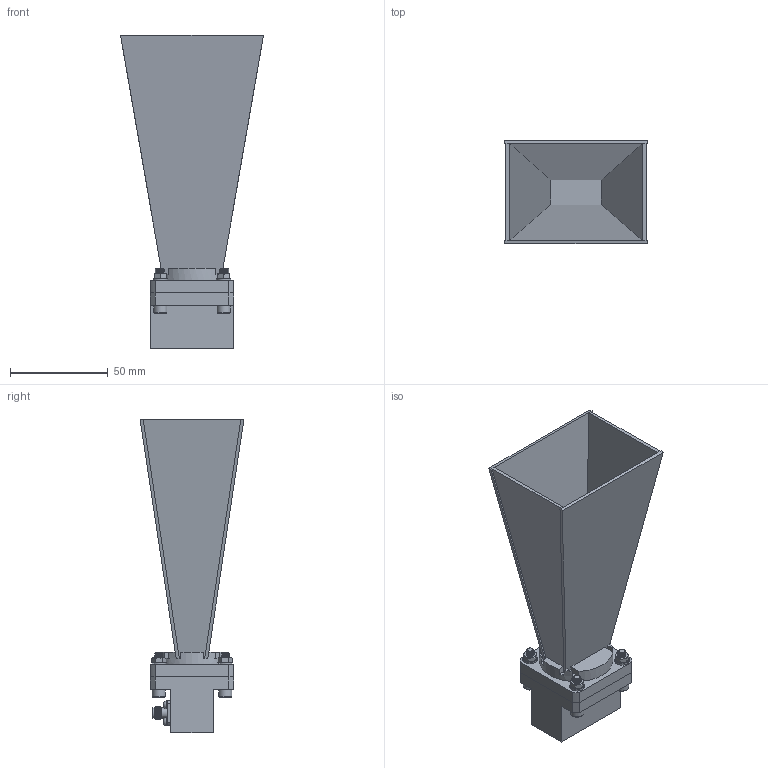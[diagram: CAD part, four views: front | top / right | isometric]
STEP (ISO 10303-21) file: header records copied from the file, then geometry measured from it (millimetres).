
FILE_DESCRIPTION (( 'STEP AP214' ), '1' );
FILE_NAME ('PE9857B-SF-15_3D.STEP', '2021-03-11T20:55:54', ( '' ), ( '' ), 'SwSTEP 2.0', 'SolidWorks 2020', '' );
FILE_SCHEMA (( 'AUTOMOTIVE_DESIGN' ));
Length unit declared in the file: millimetre
Products named in the file (6): PE9857B-15; 8-32HN_90760A180; PE9857B-SF-15_3D; 8-LW; 8-32SH-HXx.75_91251A197; PE9805
Assembly tree (14 placements, depth 2):
  PE9857B-SF-15_3D
    PE9805
    PE9857B-15
    8-32SH-HXx.75_91251A197  x4
    8-32HN_90760A180  x4
    8-LW  x4
Bounding box: 73.25 x 53.19 x 160.78 mm (x, y, z)
Volume: 71304.8 mm3; surface area: 60836.3 mm2
Topology: 14 solids, 19 shells, 439 faces, 994 edges, 607 vertices
Faces by surface type: plane 246, cone 112, cylinder 56, bspline 20, torus 5
Full cylindrical faces by diameter (mm): 1 x1, 1.259 x4, 1.3 x1, 3.2 x1, 3.974 x4, 4.293 x4, 4.3 x1, 4.318 x4, 4.6 x1, 5.257 x1, 5.338 x1, 6.858 x4, 37.694 x1
Entity records: 11035 total; most frequent: CARTESIAN_POINT 4839, DIRECTION 1196, ORIENTED_EDGE 1166, EDGE_CURVE 583, AXIS2_PLACEMENT_3D 430, VERTEX_POINT 393, EDGE_LOOP 352, LINE 336
